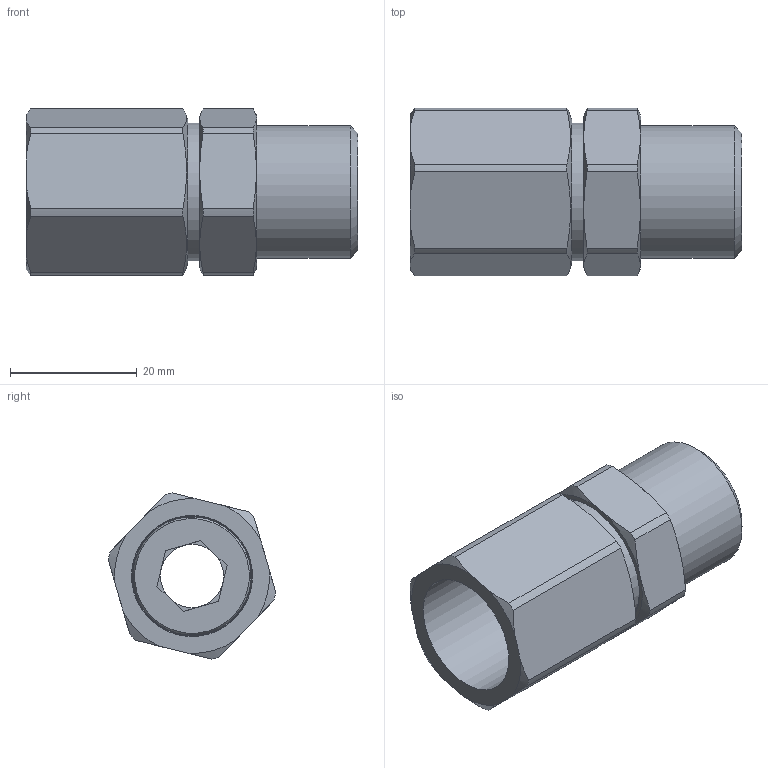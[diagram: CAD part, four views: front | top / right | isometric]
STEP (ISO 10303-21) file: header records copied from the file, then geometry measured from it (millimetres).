
FILE_DESCRIPTION(/* description */ ('Unknown'),/* implementation_level */ '2;1');
FILE_NAME(/* name */ '200340510',/* time_stamp */ '2018-09-24T17:23:12+02:00',/* author */ ('Unknown'),/* organization */ ('Unknown'),/* preprocessor_version */ 'ST-DEVELOPER v16.7',/* originating_system */ 'DEX',/* authorisation */ $);
FILE_SCHEMA (('AUTOMOTIVE_DESIGN {1 0 10303 214 3 1 1}'));
Length unit declared in the file: millimetre
Products named in the file (1): 200340510
Bounding box: 52.4 x 26.5 x 26.26 mm (x, y, z)
Volume: 14573.1 mm3; surface area: 10599.8 mm2
Topology: 2 solids, 2 shells, 88 faces, 201 edges, 127 vertices
Faces by surface type: plane 38, cone 25, cylinder 24, torus 1
Full cylindrical faces by diameter (mm): 10 x1, 14.7 x2, 15.5 x1, 15.7 x1, 18.7 x2, 18.8 x1, 19.14 x1, 20.96 x1, 21.8 x1, 22.1 x1
Entity records: 3016 total; most frequent: CARTESIAN_POINT 517, DIRECTION 390, ORIENTED_EDGE 350, EDGE_CURVE 175, AXIS2_PLACEMENT_3D 168, EDGE_LOOP 122, FACE_BOUND 122, VERTEX_POINT 121
